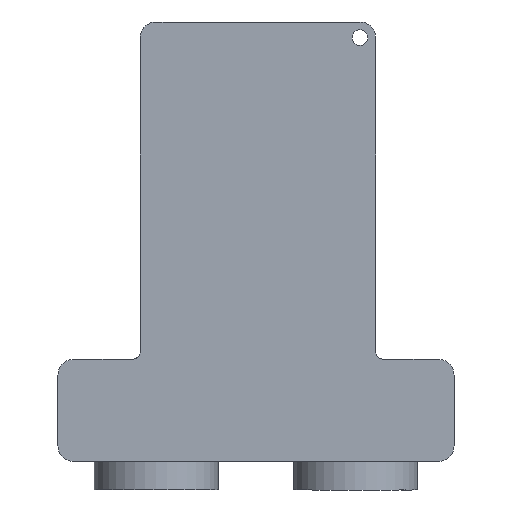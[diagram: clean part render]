
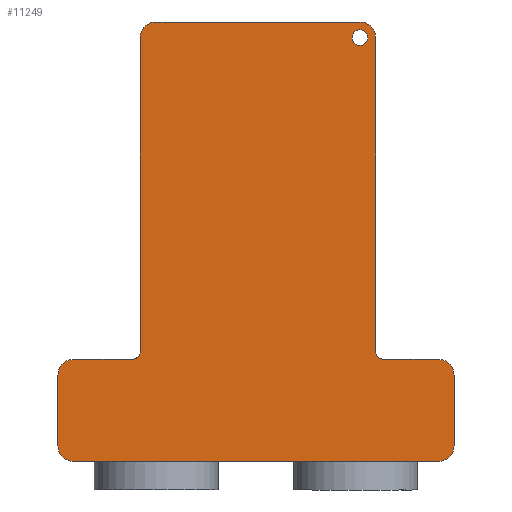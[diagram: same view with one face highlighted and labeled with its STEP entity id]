
A CAD part, front view. The second image highlights one B-rep face of the part: STEP entity #11249.
In plain terms, the highlighted planar face has unit normal (0, -1, 0).
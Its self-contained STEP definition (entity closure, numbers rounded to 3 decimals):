
#484=FACE_BOUND('',#2016,.T.);
#720=CIRCLE('',#12201,1.);
#726=CIRCLE('',#12242,2.);
#731=CIRCLE('',#12257,2.);
#738=CIRCLE('',#12271,1.);
#739=CIRCLE('',#12272,2.);
#740=CIRCLE('',#12273,2.);
#741=CIRCLE('',#12274,2.);
#742=CIRCLE('',#12275,2.);
#743=CIRCLE('',#12276,1.);
#1266=FACE_OUTER_BOUND('',#2015,.T.);
#2015=EDGE_LOOP('',(#9606,#9607,#9608,#9609,#9610,#9611,#9612,#9613,#9614,
#9615,#9616,#9617,#9618,#9619,#9620,#9621));
#2016=EDGE_LOOP('',(#9622));
#3015=LINE('',#18263,#4247);
#3096=LINE('',#18439,#4328);
#3114=LINE('',#18482,#4346);
#3147=LINE('',#18569,#4379);
#3148=LINE('',#18573,#4380);
#3149=LINE('',#18577,#4381);
#3150=LINE('',#18581,#4382);
#3151=LINE('',#18584,#4383);
#4247=VECTOR('',#14675,10.);
#4328=VECTOR('',#14842,10.);
#4346=VECTOR('',#14884,10.);
#4379=VECTOR('',#14955,10.);
#4380=VECTOR('',#14958,10.);
#4381=VECTOR('',#14961,10.);
#4382=VECTOR('',#14964,10.);
#4383=VECTOR('',#14967,10.);
#5377=VERTEX_POINT('',#18260);
#5378=VERTEX_POINT('',#18262);
#5382=VERTEX_POINT('',#18275);
#5383=VERTEX_POINT('',#18277);
#5429=VERTEX_POINT('',#18436);
#5430=VERTEX_POINT('',#18438);
#5443=VERTEX_POINT('',#18480);
#5477=VERTEX_POINT('',#18566);
#5478=VERTEX_POINT('',#18568);
#5479=VERTEX_POINT('',#18570);
#5480=VERTEX_POINT('',#18572);
#5481=VERTEX_POINT('',#18574);
#5482=VERTEX_POINT('',#18576);
#5483=VERTEX_POINT('',#18578);
#5484=VERTEX_POINT('',#18580);
#5485=VERTEX_POINT('',#18582);
#5486=VERTEX_POINT('',#18585);
#6755=EDGE_CURVE('',#5377,#5378,#3015,.T.);
#6763=EDGE_CURVE('',#5382,#5383,#720,.T.);
#6843=EDGE_CURVE('',#5430,#5429,#3096,.T.);
#6846=EDGE_CURVE('',#5378,#5429,#726,.T.);
#6864=EDGE_CURVE('',#5382,#5443,#3114,.T.);
#6867=EDGE_CURVE('',#5430,#5443,#731,.T.);
#6906=EDGE_CURVE('',#5477,#5377,#738,.T.);
#6907=EDGE_CURVE('',#5478,#5477,#3147,.T.);
#6908=EDGE_CURVE('',#5479,#5478,#739,.T.);
#6909=EDGE_CURVE('',#5479,#5480,#3148,.T.);
#6910=EDGE_CURVE('',#5481,#5480,#740,.T.);
#6911=EDGE_CURVE('',#5482,#5481,#3149,.T.);
#6912=EDGE_CURVE('',#5483,#5482,#741,.T.);
#6913=EDGE_CURVE('',#5483,#5484,#3150,.T.);
#6914=EDGE_CURVE('',#5485,#5484,#742,.T.);
#6915=EDGE_CURVE('',#5485,#5383,#3151,.T.);
#6916=EDGE_CURVE('',#5486,#5486,#743,.T.);
#9606=ORIENTED_EDGE('',*,*,#6846,.F.);
#9607=ORIENTED_EDGE('',*,*,#6755,.F.);
#9608=ORIENTED_EDGE('',*,*,#6906,.F.);
#9609=ORIENTED_EDGE('',*,*,#6907,.F.);
#9610=ORIENTED_EDGE('',*,*,#6908,.F.);
#9611=ORIENTED_EDGE('',*,*,#6909,.T.);
#9612=ORIENTED_EDGE('',*,*,#6910,.F.);
#9613=ORIENTED_EDGE('',*,*,#6911,.F.);
#9614=ORIENTED_EDGE('',*,*,#6912,.F.);
#9615=ORIENTED_EDGE('',*,*,#6913,.T.);
#9616=ORIENTED_EDGE('',*,*,#6914,.F.);
#9617=ORIENTED_EDGE('',*,*,#6915,.T.);
#9618=ORIENTED_EDGE('',*,*,#6763,.F.);
#9619=ORIENTED_EDGE('',*,*,#6864,.T.);
#9620=ORIENTED_EDGE('',*,*,#6867,.F.);
#9621=ORIENTED_EDGE('',*,*,#6843,.T.);
#9622=ORIENTED_EDGE('',*,*,#6916,.T.);
#10648=PLANE('',#12270);
#11249=ADVANCED_FACE('',(#1266,#484),#10648,.F.);
#12201=AXIS2_PLACEMENT_3D('',#18278,#14688,#14689);
#12242=AXIS2_PLACEMENT_3D('',#18444,#14847,#14848);
#12257=AXIS2_PLACEMENT_3D('',#18488,#14893,#14894);
#12270=AXIS2_PLACEMENT_3D('',#18565,#14951,#14952);
#12271=AXIS2_PLACEMENT_3D('',#18567,#14953,#14954);
#12272=AXIS2_PLACEMENT_3D('',#18571,#14956,#14957);
#12273=AXIS2_PLACEMENT_3D('',#18575,#14959,#14960);
#12274=AXIS2_PLACEMENT_3D('',#18579,#14962,#14963);
#12275=AXIS2_PLACEMENT_3D('',#18583,#14965,#14966);
#12276=AXIS2_PLACEMENT_3D('',#18586,#14968,#14969);
#14675=DIRECTION('',(0.,0.,1.));
#14688=DIRECTION('center_axis',(0.,-1.,0.));
#14689=DIRECTION('ref_axis',(-0.707,0.,-0.707));
#14842=DIRECTION('',(-1.,0.,0.));
#14847=DIRECTION('center_axis',(0.,1.,0.));
#14848=DIRECTION('ref_axis',(-0.707,0.,0.707));
#14884=DIRECTION('',(0.,0.,1.));
#14893=DIRECTION('center_axis',(0.,1.,0.));
#14894=DIRECTION('ref_axis',(0.707,0.,0.707));
#14951=DIRECTION('center_axis',(0.,1.,0.));
#14952=DIRECTION('ref_axis',(0.,0.,1.));
#14953=DIRECTION('center_axis',(0.,-1.,0.));
#14954=DIRECTION('ref_axis',(0.707,0.,-0.707));
#14955=DIRECTION('',(1.,0.,0.));
#14956=DIRECTION('center_axis',(0.,1.,0.));
#14957=DIRECTION('ref_axis',(-0.707,0.,0.707));
#14958=DIRECTION('',(0.,0.,-1.));
#14959=DIRECTION('center_axis',(0.,1.,0.));
#14960=DIRECTION('ref_axis',(-0.707,0.,-0.707));
#14961=DIRECTION('',(-1.,0.,0.));
#14962=DIRECTION('center_axis',(0.,1.,0.));
#14963=DIRECTION('ref_axis',(0.707,0.,-0.707));
#14964=DIRECTION('',(0.,0.,1.));
#14965=DIRECTION('center_axis',(0.,1.,0.));
#14966=DIRECTION('ref_axis',(0.707,0.,0.707));
#14967=DIRECTION('',(-1.,0.,0.));
#14968=DIRECTION('center_axis',(0.,1.,0.));
#14969=DIRECTION('ref_axis',(0.,0.,-1.));
#18260=CARTESIAN_POINT('',(-15.,-5.4,1.));
#18262=CARTESIAN_POINT('',(-15.,-5.4,41.));
#18263=CARTESIAN_POINT('',(-15.,-5.4,20.));
#18275=CARTESIAN_POINT('',(15.,-5.4,1.));
#18277=CARTESIAN_POINT('',(16.,-5.4,0.));
#18278=CARTESIAN_POINT('Origin',(16.,-5.4,1.));
#18436=CARTESIAN_POINT('',(-13.,-5.4,43.));
#18438=CARTESIAN_POINT('',(13.,-5.4,43.));
#18439=CARTESIAN_POINT('',(0.,-5.4,43.));
#18444=CARTESIAN_POINT('Origin',(-13.,-5.4,41.));
#18480=CARTESIAN_POINT('',(15.,-5.4,41.));
#18482=CARTESIAN_POINT('',(15.,-5.4,20.));
#18488=CARTESIAN_POINT('Origin',(13.,-5.4,41.));
#18565=CARTESIAN_POINT('Origin',(0.,-5.4,20.));
#18566=CARTESIAN_POINT('',(-16.,-5.4,0.));
#18567=CARTESIAN_POINT('Origin',(-16.,-5.4,1.));
#18568=CARTESIAN_POINT('',(-23.5,-5.4,0.));
#18569=CARTESIAN_POINT('',(-18.875,-5.4,0.));
#18570=CARTESIAN_POINT('',(-25.5,-5.4,-2.));
#18571=CARTESIAN_POINT('Origin',(-23.5,-5.4,-2.));
#18572=CARTESIAN_POINT('',(-25.5,-5.4,-11.));
#18573=CARTESIAN_POINT('',(-25.5,-5.4,6.75));
#18574=CARTESIAN_POINT('',(-23.5,-5.4,-13.));
#18575=CARTESIAN_POINT('Origin',(-23.5,-5.4,-11.));
#18576=CARTESIAN_POINT('',(23.,-5.4,-13.));
#18577=CARTESIAN_POINT('',(-18.875,-5.4,-13.));
#18578=CARTESIAN_POINT('',(25.,-5.4,-11.));
#18579=CARTESIAN_POINT('Origin',(23.,-5.4,-11.));
#18580=CARTESIAN_POINT('',(25.,-5.4,-2.));
#18581=CARTESIAN_POINT('',(25.,-5.4,6.75));
#18582=CARTESIAN_POINT('',(23.,-5.4,0.));
#18583=CARTESIAN_POINT('Origin',(23.,-5.4,-2.));
#18584=CARTESIAN_POINT('',(-6.25,-5.4,0.));
#18585=CARTESIAN_POINT('',(13.,-5.4,42.));
#18586=CARTESIAN_POINT('Origin',(13.,-5.4,41.));
